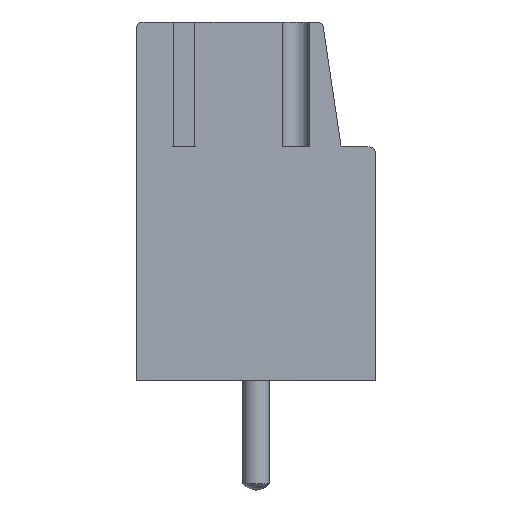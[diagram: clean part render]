
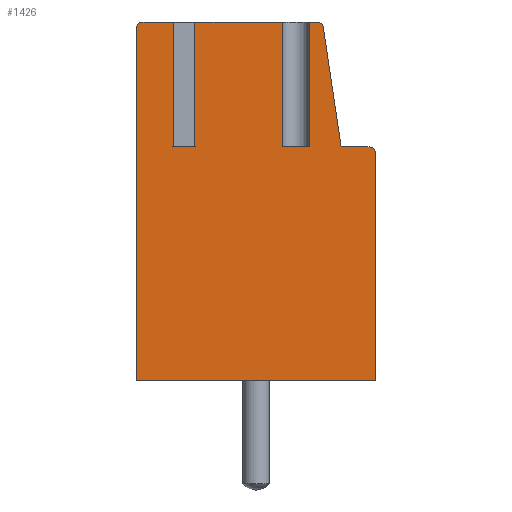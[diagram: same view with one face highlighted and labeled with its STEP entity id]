
A CAD part, left-side view. The second image highlights one B-rep face of the part: STEP entity #1426.
In plain terms, the highlighted planar face has unit normal (-1, 0, 0).
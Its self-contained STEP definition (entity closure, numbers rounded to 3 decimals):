
#1426=ADVANCED_FACE('',(#4586),#4588,.T.);
#4586=FACE_BOUND('',#4587,.T.);
#4587=EDGE_LOOP('',(#7287,#7288,#7289,#7290,#7291,#7292,#7293,#7294,#7295,#7296,
#7297,#7298,#7299,#7300,#7301,#7302,#7303));
#4588=PLANE('',#4589);
#4589=AXIS2_PLACEMENT_3D('',#4590,#4591,#4592);
#4590=CARTESIAN_POINT('',(-2.5,0.,0.));
#4591=DIRECTION('',(-1.,0.,0.));
#4592=DIRECTION('',(0.,0.,-1.));
#7287=ORIENTED_EDGE('',*,*,#8947,.T.);
#7288=ORIENTED_EDGE('',*,*,#8736,.T.);
#7289=ORIENTED_EDGE('',*,*,#8946,.T.);
#7290=ORIENTED_EDGE('',*,*,#8948,.T.);
#7291=ORIENTED_EDGE('',*,*,#8949,.T.);
#7292=ORIENTED_EDGE('',*,*,#8847,.T.);
#7293=ORIENTED_EDGE('',*,*,#8950,.T.);
#7294=ORIENTED_EDGE('',*,*,#8951,.T.);
#7295=ORIENTED_EDGE('',*,*,#8952,.T.);
#7296=ORIENTED_EDGE('',*,*,#8953,.T.);
#7297=ORIENTED_EDGE('',*,*,#8742,.T.);
#7298=ORIENTED_EDGE('',*,*,#8954,.T.);
#7299=ORIENTED_EDGE('',*,*,#8955,.T.);
#7300=ORIENTED_EDGE('',*,*,#8956,.T.);
#7301=ORIENTED_EDGE('',*,*,#8740,.T.);
#7302=ORIENTED_EDGE('',*,*,#8957,.T.);
#7303=ORIENTED_EDGE('',*,*,#8958,.T.);
#8736=EDGE_CURVE('',#9815,#9813,#9816,.T.);
#8740=EDGE_CURVE('',#9823,#9821,#9824,.T.);
#8742=EDGE_CURVE('',#9827,#9825,#9828,.T.);
#8847=EDGE_CURVE('',#10017,#10015,#10018,.T.);
#8946=EDGE_CURVE('',#9813,#10178,#10180,.T.);
#8947=EDGE_CURVE('',#10181,#9815,#10182,.F.);
#8948=EDGE_CURVE('',#10178,#10183,#10184,.T.);
#8949=EDGE_CURVE('',#10183,#10017,#10185,.T.);
#8950=EDGE_CURVE('',#10015,#10186,#10187,.T.);
#8951=EDGE_CURVE('',#10186,#10188,#10189,.T.);
#8952=EDGE_CURVE('',#10188,#10190,#10191,.T.);
#8953=EDGE_CURVE('',#10190,#9827,#10192,.T.);
#8954=EDGE_CURVE('',#9825,#10193,#10194,.F.);
#8955=EDGE_CURVE('',#10193,#10195,#10196,.T.);
#8956=EDGE_CURVE('',#10195,#9823,#10197,.T.);
#8957=EDGE_CURVE('',#9821,#10198,#10199,.F.);
#8958=EDGE_CURVE('',#10198,#10181,#10200,.T.);
#9813=VERTEX_POINT('',#11665);
#9815=VERTEX_POINT('',#11669);
#9816=LINE('',#11670,#11671);
#9821=VERTEX_POINT('',#11681);
#9823=VERTEX_POINT('',#11685);
#9824=LINE('',#11686,#11687);
#9825=VERTEX_POINT('',#11689);
#9827=VERTEX_POINT('',#11694);
#9828=LINE('',#11695,#11696);
#10015=VERTEX_POINT('',#12113);
#10017=VERTEX_POINT('',#12117);
#10018=LINE('',#12118,#12119);
#10178=VERTEX_POINT('',#12489);
#10180=CIRCLE('',#12493,0.25);
#10181=VERTEX_POINT('',#12497);
#10182=LINE('',#12498,#12499);
#10183=VERTEX_POINT('',#12501);
#10184=LINE('',#12502,#12503);
#10185=LINE('',#12505,#12506);
#10186=VERTEX_POINT('',#12508);
#10187=CIRCLE('',#12509,0.25);
#10188=VERTEX_POINT('',#12513);
#10189=LINE('',#12514,#12515);
#10190=VERTEX_POINT('',#12517);
#10191=LINE('',#12518,#12519);
#10192=CIRCLE('',#12521,0.25);
#10193=VERTEX_POINT('',#12525);
#10194=LINE('',#12526,#12527);
#10195=VERTEX_POINT('',#12529);
#10196=LINE('',#12530,#12531);
#10197=LINE('',#12533,#12534);
#10198=VERTEX_POINT('',#12536);
#10199=LINE('',#12537,#12538);
#10200=LINE('',#12540,#12541);
#11665=CARTESIAN_POINT('',(-2.5,4.25,13.5));
#11669=CARTESIAN_POINT('',(-2.5,3.1,13.5));
#11670=CARTESIAN_POINT('',(-2.5,3.1,13.5));
#11671=VECTOR('',#11672,1.);
#11672=DIRECTION('',(0.,1.,0.));
#11681=CARTESIAN_POINT('',(-2.5,2.3,13.5));
#11685=CARTESIAN_POINT('',(-2.5,-1.,13.5));
#11686=CARTESIAN_POINT('',(-2.5,-1.,13.5));
#11687=VECTOR('',#11688,1.);
#11688=DIRECTION('',(0.,1.,0.));
#11689=CARTESIAN_POINT('',(-2.5,-2.,13.5));
#11694=CARTESIAN_POINT('',(-2.5,-2.284,13.5));
#11695=CARTESIAN_POINT('',(-2.5,-2.284,13.5));
#11696=VECTOR('',#11697,1.);
#11697=DIRECTION('',(0.,1.,0.));
#12113=CARTESIAN_POINT('',(-2.5,-4.5,8.55));
#12117=CARTESIAN_POINT('',(-2.5,-4.5,0.));
#12118=CARTESIAN_POINT('',(-2.5,-4.5,0.));
#12119=VECTOR('',#12120,1.);
#12120=DIRECTION('',(0.,0.,1.));
#12489=CARTESIAN_POINT('',(-2.5,4.5,13.25));
#12493=AXIS2_PLACEMENT_3D('',#12494,#12495,#12496);
#12494=CARTESIAN_POINT('',(-2.5,4.25,13.25));
#12495=DIRECTION('',(-1.,-0.,-0.));
#12496=DIRECTION('',(0.,0.,1.));
#12497=CARTESIAN_POINT('',(-2.5,3.1,8.8));
#12498=CARTESIAN_POINT('',(-2.5,3.1,13.5));
#12499=VECTOR('',#12500,1.);
#12500=DIRECTION('',(0.,0.,-1.));
#12501=CARTESIAN_POINT('',(-2.5,4.5,0.));
#12502=CARTESIAN_POINT('',(-2.5,4.5,13.25));
#12503=VECTOR('',#12504,1.);
#12504=DIRECTION('',(0.,0.,-1.));
#12505=CARTESIAN_POINT('',(-2.5,4.5,0.));
#12506=VECTOR('',#12507,1.);
#12507=DIRECTION('',(0.,-1.,0.));
#12508=CARTESIAN_POINT('',(-2.5,-4.25,8.8));
#12509=AXIS2_PLACEMENT_3D('',#12510,#12511,#12512);
#12510=CARTESIAN_POINT('',(-2.5,-4.25,8.55));
#12511=DIRECTION('',(-1.,-0.,-0.));
#12512=DIRECTION('',(0.,-1.,0.));
#12513=CARTESIAN_POINT('',(-2.5,-3.2,8.8));
#12514=CARTESIAN_POINT('',(-2.5,-4.25,8.8));
#12515=VECTOR('',#12516,1.);
#12516=DIRECTION('',(0.,1.,0.));
#12517=CARTESIAN_POINT('',(-2.5,-2.532,13.287));
#12518=CARTESIAN_POINT('',(-2.5,-3.2,8.8));
#12519=VECTOR('',#12520,1.);
#12520=DIRECTION('',(0.,0.147,0.989));
#12521=AXIS2_PLACEMENT_3D('',#12522,#12523,#12524);
#12522=CARTESIAN_POINT('',(-2.5,-2.284,13.25));
#12523=DIRECTION('',(-1.,-0.,-0.));
#12524=DIRECTION('',(0.,-0.989,0.147));
#12525=CARTESIAN_POINT('',(-2.5,-2.,8.8));
#12526=CARTESIAN_POINT('',(-2.5,-2.,8.8));
#12527=VECTOR('',#12528,1.);
#12528=DIRECTION('',(0.,0.,1.));
#12529=CARTESIAN_POINT('',(-2.5,-1.,8.8));
#12530=CARTESIAN_POINT('',(-2.5,-2.,8.8));
#12531=VECTOR('',#12532,1.);
#12532=DIRECTION('',(0.,1.,0.));
#12533=CARTESIAN_POINT('',(-2.5,-1.,8.8));
#12534=VECTOR('',#12535,1.);
#12535=DIRECTION('',(0.,0.,1.));
#12536=CARTESIAN_POINT('',(-2.5,2.3,8.8));
#12537=CARTESIAN_POINT('',(-2.5,2.3,8.8));
#12538=VECTOR('',#12539,1.);
#12539=DIRECTION('',(0.,0.,1.));
#12540=CARTESIAN_POINT('',(-2.5,2.3,8.8));
#12541=VECTOR('',#12542,1.);
#12542=DIRECTION('',(0.,1.,0.));
